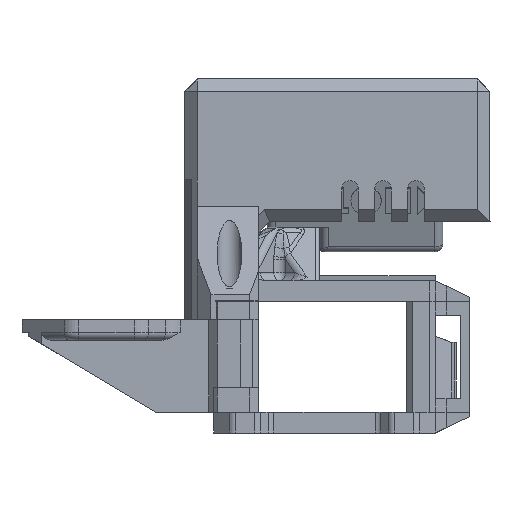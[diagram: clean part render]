
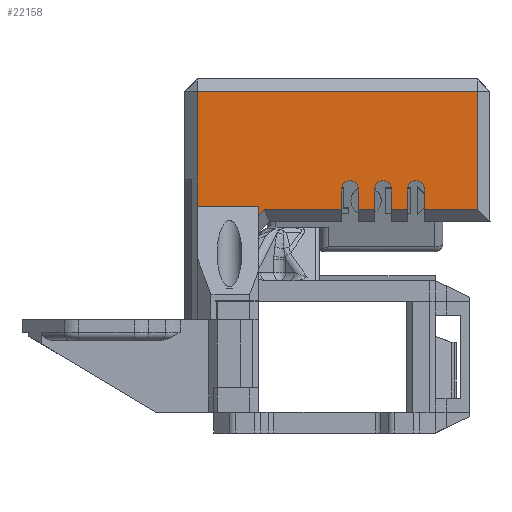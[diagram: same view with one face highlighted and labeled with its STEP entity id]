
A CAD part, left-side view. The second image highlights one B-rep face of the part: STEP entity #22158.
In plain terms, the highlighted planar face has unit normal (-1, 0, 0).
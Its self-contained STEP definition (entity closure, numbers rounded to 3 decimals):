
#1490=CIRCLE('',#23599,2.);
#1493=CIRCLE('',#23608,2.);
#1496=CIRCLE('',#23617,2.);
#2548=FACE_OUTER_BOUND('',#3797,.T.);
#3797=EDGE_LOOP('',(#18991,#18992,#18993,#18994,#18995,#18996,#18997,#18998,
#18999,#19000,#19001,#19002,#19003,#19004,#19005,#19006,#19007,#19008,#19009));
#4983=LINE('',#34804,#7254);
#5040=LINE('',#34931,#7311);
#5086=LINE('',#35049,#7357);
#5106=LINE('',#35088,#7377);
#5786=LINE('',#37516,#8057);
#5788=LINE('',#37520,#8059);
#5791=LINE('',#37526,#8062);
#5793=LINE('',#37530,#8064);
#5813=LINE('',#37576,#8084);
#5817=LINE('',#37585,#8088);
#5823=LINE('',#37601,#8094);
#5827=LINE('',#37610,#8098);
#5833=LINE('',#37626,#8104);
#5837=LINE('',#37635,#8108);
#5899=LINE('',#37830,#8170);
#5939=LINE('',#37923,#8210);
#7254=VECTOR('',#26408,10.);
#7311=VECTOR('',#26501,10.);
#7357=VECTOR('',#26577,10.);
#7377=VECTOR('',#26613,10.);
#8057=VECTOR('',#27989,10.);
#8059=VECTOR('',#27993,10.);
#8062=VECTOR('',#27998,10.);
#8064=VECTOR('',#28002,10.);
#8084=VECTOR('',#28040,10.);
#8088=VECTOR('',#28052,10.);
#8094=VECTOR('',#28068,10.);
#8098=VECTOR('',#28080,10.);
#8104=VECTOR('',#28096,10.);
#8108=VECTOR('',#28108,10.);
#8170=VECTOR('',#28368,10.);
#8210=VECTOR('',#28464,10.);
#9522=VERTEX_POINT('',#34801);
#9523=VERTEX_POINT('',#34803);
#9574=VERTEX_POINT('',#34928);
#9575=VERTEX_POINT('',#34930);
#9632=VERTEX_POINT('',#35047);
#9643=VERTEX_POINT('',#35086);
#10242=VERTEX_POINT('',#37512);
#10243=VERTEX_POINT('',#37514);
#10244=VERTEX_POINT('',#37518);
#10245=VERTEX_POINT('',#37522);
#10246=VERTEX_POINT('',#37524);
#10247=VERTEX_POINT('',#37528);
#10264=VERTEX_POINT('',#37574);
#10265=VERTEX_POINT('',#37578);
#10270=VERTEX_POINT('',#37599);
#10271=VERTEX_POINT('',#37603);
#10276=VERTEX_POINT('',#37624);
#10277=VERTEX_POINT('',#37628);
#10311=VERTEX_POINT('',#37828);
#12098=EDGE_CURVE('',#9523,#9522,#4983,.T.);
#12162=EDGE_CURVE('',#9574,#9575,#5040,.T.);
#12221=EDGE_CURVE('',#9632,#9574,#5086,.T.);
#12241=EDGE_CURVE('',#9643,#9522,#5106,.T.);
#13124=EDGE_CURVE('',#10243,#10242,#5786,.T.);
#13126=EDGE_CURVE('',#10244,#9643,#5788,.T.);
#13129=EDGE_CURVE('',#10246,#10245,#5791,.T.);
#13131=EDGE_CURVE('',#9575,#10247,#5793,.T.);
#13153=EDGE_CURVE('',#10246,#10264,#5813,.T.);
#13155=EDGE_CURVE('',#10264,#10265,#1490,.T.);
#13158=EDGE_CURVE('',#10265,#10247,#5817,.T.);
#13166=EDGE_CURVE('',#10243,#10270,#5823,.T.);
#13168=EDGE_CURVE('',#10270,#10271,#1493,.T.);
#13171=EDGE_CURVE('',#10271,#10245,#5827,.T.);
#13179=EDGE_CURVE('',#10244,#10276,#5833,.T.);
#13181=EDGE_CURVE('',#10276,#10277,#1496,.T.);
#13184=EDGE_CURVE('',#10277,#10242,#5837,.T.);
#13283=EDGE_CURVE('',#10311,#9632,#5899,.T.);
#13330=EDGE_CURVE('',#10311,#9523,#5939,.T.);
#18991=ORIENTED_EDGE('',*,*,#12098,.T.);
#18992=ORIENTED_EDGE('',*,*,#12241,.F.);
#18993=ORIENTED_EDGE('',*,*,#13126,.F.);
#18994=ORIENTED_EDGE('',*,*,#13179,.T.);
#18995=ORIENTED_EDGE('',*,*,#13181,.T.);
#18996=ORIENTED_EDGE('',*,*,#13184,.T.);
#18997=ORIENTED_EDGE('',*,*,#13124,.F.);
#18998=ORIENTED_EDGE('',*,*,#13166,.T.);
#18999=ORIENTED_EDGE('',*,*,#13168,.T.);
#19000=ORIENTED_EDGE('',*,*,#13171,.T.);
#19001=ORIENTED_EDGE('',*,*,#13129,.F.);
#19002=ORIENTED_EDGE('',*,*,#13153,.T.);
#19003=ORIENTED_EDGE('',*,*,#13155,.T.);
#19004=ORIENTED_EDGE('',*,*,#13158,.T.);
#19005=ORIENTED_EDGE('',*,*,#13131,.F.);
#19006=ORIENTED_EDGE('',*,*,#12162,.F.);
#19007=ORIENTED_EDGE('',*,*,#12221,.F.);
#19008=ORIENTED_EDGE('',*,*,#13283,.F.);
#19009=ORIENTED_EDGE('',*,*,#13330,.T.);
#21146=PLANE('',#23746);
#22158=ADVANCED_FACE('',(#2548),#21146,.T.);
#23599=AXIS2_PLACEMENT_3D('',#37580,#28044,#28045);
#23608=AXIS2_PLACEMENT_3D('',#37605,#28072,#28073);
#23617=AXIS2_PLACEMENT_3D('',#37630,#28100,#28101);
#23746=AXIS2_PLACEMENT_3D('',#37922,#28462,#28463);
#26408=DIRECTION('',(0.,0.,-1.));
#26501=DIRECTION('',(0.,0.,-1.));
#26577=DIRECTION('',(0.,-1.,0.));
#26613=DIRECTION('',(0.,0.707,-0.707));
#27989=DIRECTION('',(0.,1.,0.));
#27993=DIRECTION('',(0.,1.,0.));
#27998=DIRECTION('',(0.,1.,0.));
#28002=DIRECTION('',(0.,1.,0.));
#28040=DIRECTION('',(0.,0.,1.));
#28044=DIRECTION('center_axis',(1.,0.,0.));
#28045=DIRECTION('ref_axis',(0.,0.,-1.));
#28052=DIRECTION('',(0.,0.,-1.));
#28068=DIRECTION('',(0.,0.,1.));
#28072=DIRECTION('center_axis',(1.,0.,0.));
#28073=DIRECTION('ref_axis',(0.,0.,-1.));
#28080=DIRECTION('',(0.,0.,-1.));
#28096=DIRECTION('',(0.,0.,1.));
#28100=DIRECTION('center_axis',(1.,0.,0.));
#28101=DIRECTION('ref_axis',(0.,0.,-1.));
#28108=DIRECTION('',(0.,0.,-1.));
#28368=DIRECTION('',(0.,0.,1.));
#28462=DIRECTION('center_axis',(-1.,0.,0.));
#28463=DIRECTION('ref_axis',(0.,0.,1.));
#28464=DIRECTION('',(0.,-1.,0.));
#34801=CARTESIAN_POINT('',(-23.228,13.,34.321));
#34803=CARTESIAN_POINT('',(-23.228,13.,36.6));
#34804=CARTESIAN_POINT('',(-23.228,13.,29.998));
#34928=CARTESIAN_POINT('',(-23.228,-40.272,64.5));
#34930=CARTESIAN_POINT('',(-23.228,-40.272,35.782));
#34931=CARTESIAN_POINT('',(-23.228,-40.272,11.25));
#35047=CARTESIAN_POINT('',(-23.228,27.828,64.5));
#35049=CARTESIAN_POINT('',(-23.228,-24.747,64.5));
#35086=CARTESIAN_POINT('',(-23.228,11.539,35.782));
#35088=CARTESIAN_POINT('',(-23.228,8.983,38.337));
#37512=CARTESIAN_POINT('',(-23.228,-11.272,35.782));
#37514=CARTESIAN_POINT('',(-23.228,-15.272,35.782));
#37516=CARTESIAN_POINT('',(-23.228,-24.747,35.782));
#37518=CARTESIAN_POINT('',(-23.228,-7.272,35.782));
#37520=CARTESIAN_POINT('',(-23.228,-24.747,35.782));
#37522=CARTESIAN_POINT('',(-23.228,-19.272,35.782));
#37524=CARTESIAN_POINT('',(-23.228,-23.272,35.782));
#37526=CARTESIAN_POINT('',(-23.228,-24.747,35.782));
#37528=CARTESIAN_POINT('',(-23.228,-27.272,35.782));
#37530=CARTESIAN_POINT('',(-23.228,-24.747,35.782));
#37574=CARTESIAN_POINT('',(-23.228,-23.272,40.782));
#37576=CARTESIAN_POINT('',(-23.228,-23.272,35.391));
#37578=CARTESIAN_POINT('',(-23.228,-27.272,40.782));
#37580=CARTESIAN_POINT('Origin',(-23.228,-25.272,40.782));
#37585=CARTESIAN_POINT('',(-23.228,-27.272,31.391));
#37599=CARTESIAN_POINT('',(-23.228,-15.272,40.782));
#37601=CARTESIAN_POINT('',(-23.228,-15.272,35.391));
#37603=CARTESIAN_POINT('',(-23.228,-19.272,40.782));
#37605=CARTESIAN_POINT('Origin',(-23.228,-17.272,40.782));
#37610=CARTESIAN_POINT('',(-23.228,-19.272,31.391));
#37624=CARTESIAN_POINT('',(-23.228,-7.272,40.782));
#37626=CARTESIAN_POINT('',(-23.228,-7.272,35.391));
#37628=CARTESIAN_POINT('',(-23.228,-11.272,40.782));
#37630=CARTESIAN_POINT('Origin',(-23.228,-9.272,40.782));
#37635=CARTESIAN_POINT('',(-23.228,-11.272,31.391));
#37828=CARTESIAN_POINT('',(-23.228,27.828,36.6));
#37830=CARTESIAN_POINT('',(-23.228,27.828,48.75));
#37922=CARTESIAN_POINT('Origin',(-23.228,-6.222,30.));
#37923=CARTESIAN_POINT('',(-23.228,7.096,36.6));
